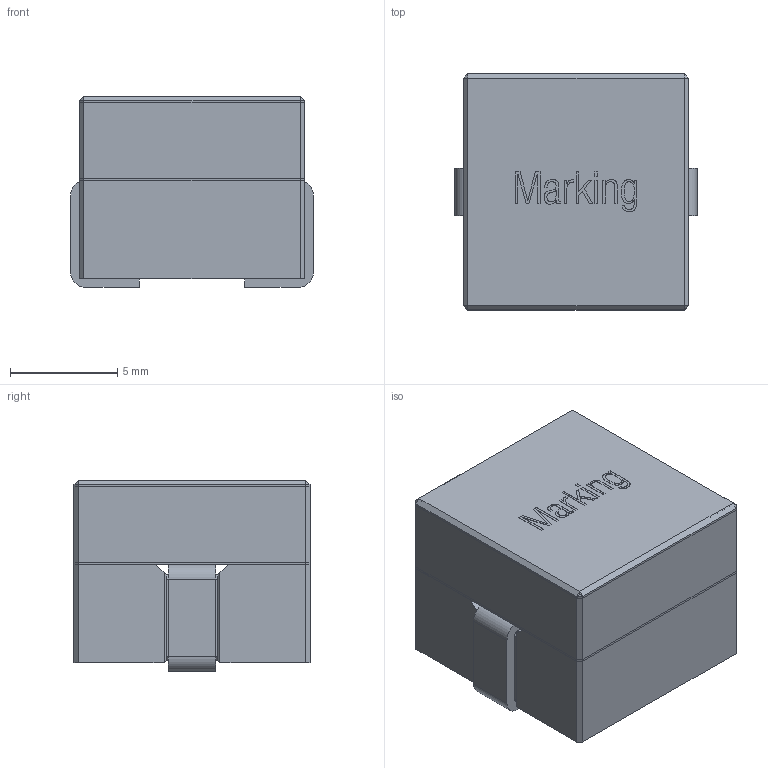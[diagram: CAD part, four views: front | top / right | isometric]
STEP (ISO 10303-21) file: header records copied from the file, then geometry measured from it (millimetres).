
FILE_DESCRIPTION( ( 'Unknown' ), '1' );
FILE_NAME( '7443010xx.stp', 'Unknown', ( 'Unknown' ), ( 'Unknown' ), 'XStep 1.0', 'Unknown', ' ' );
FILE_SCHEMA( ( 'automotive_design' ) );
Length unit declared in the file: millimetre
Products named in the file (5): Assem1; core_base; pin; glue; core
Bounding box: 11.3 x 11 x 8.9 mm (x, y, z)
Surface area: 2373.9 mm2
Topology: 8 solids, 8 shells, 338 faces, 842 edges, 540 vertices
Faces by surface type: plane 298, extrusion 24, cylinder 16
Entity records: 5428 total; most frequent: CARTESIAN_POINT 1424, ORIENTED_EDGE 840, DIRECTION 630, EDGE_CURVE 420, VECTOR 274, VERTEX_POINT 270, LINE 262, EDGE_LOOP 180
